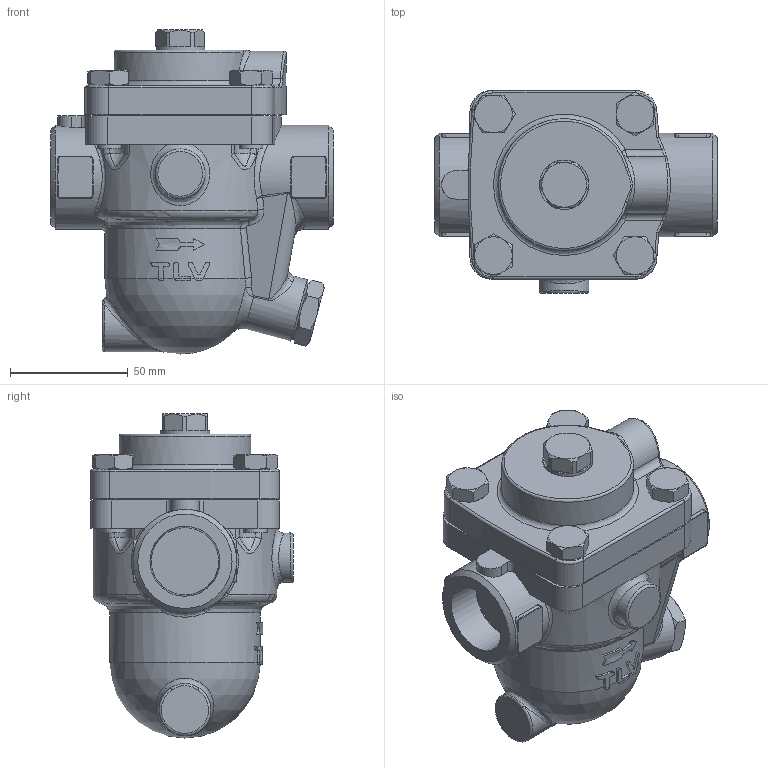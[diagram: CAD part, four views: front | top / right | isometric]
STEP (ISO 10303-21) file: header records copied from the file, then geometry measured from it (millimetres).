
FILE_DESCRIPTION((''),'2;1');
FILE_NAME('j3x00-025-screw-00.stp','2009-10-23T13:59:16',('nakaot'),(''),'Autodesk Inventor 2008','Autodesk Inventor 2008','');
FILE_SCHEMA(('AUTOMOTIVE_DESIGN { 1 0 10303 214 1 1 1 1 }'));
Length unit declared in the file: millimetre
Products named in the file (1): j3x00-025-screw-00
Bounding box: 120 x 86 x 137.5 mm (x, y, z)
Volume: 594925.4 mm3; surface area: 63995.3 mm2
Topology: 1 solids, 1 shells, 434 faces, 1069 edges, 644 vertices
Faces by surface type: cylinder 112, plane 110, bspline 105, cone 73, torus 30, sphere 4
Full cylindrical faces by diameter (mm): 10 x8, 21 x2, 27 x1, 44 x2, 56.5 x1
Entity records: 22106 total; most frequent: CARTESIAN_POINT 13018, ORIENTED_EDGE 2010, DIRECTION 1718, EDGE_CURVE 1005, AXIS2_PLACEMENT_3D 732, VERTEX_POINT 627, EDGE_LOOP 494, FACE_OUTER_BOUND 433
